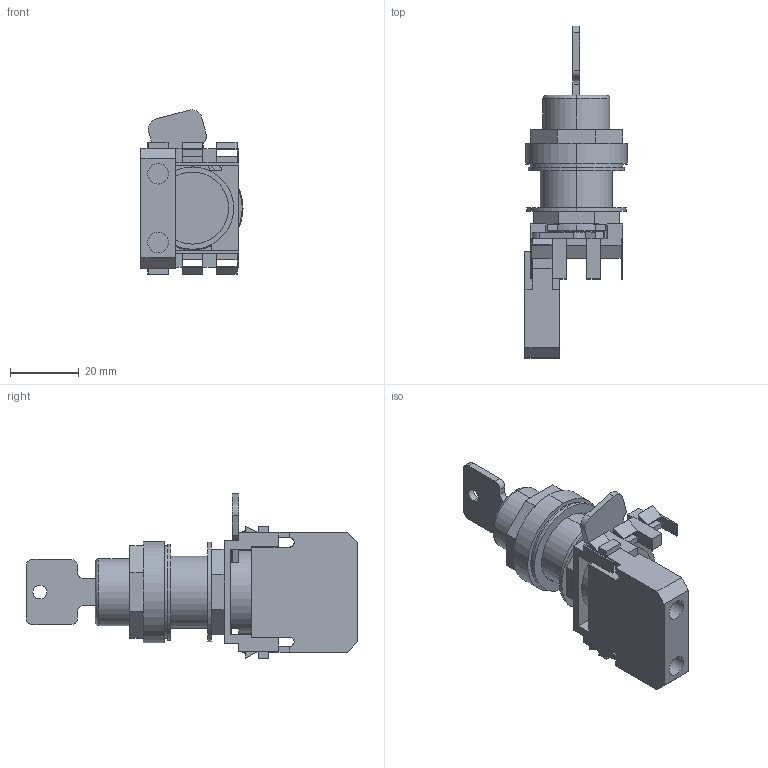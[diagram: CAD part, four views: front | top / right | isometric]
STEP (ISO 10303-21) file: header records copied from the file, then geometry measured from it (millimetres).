
FILE_DESCRIPTION (( 'STEP AP214' ), '1' );
FILE_NAME ('E22KB53A.step', '2018-07-09T20:12:36', ( '' ), ( '' ), 'SwSTEP 2.0', 'SolidWorks 2017', '' );
FILE_SCHEMA (( 'AUTOMOTIVE_DESIGN' ));
Length unit declared in the file: millimetre
Products named in the file (1): E22KB53A
Bounding box: 29.75 x 96.7 x 47.88 mm (x, y, z)
Volume: 33030.6 mm3; surface area: 17962.9 mm2
Topology: 9 solids, 9 shells, 248 faces, 681 edges, 440 vertices
Faces by surface type: plane 198, cylinder 48, torus 2
Entity records: 7931 total; most frequent: CARTESIAN_POINT 1370, ORIENTED_EDGE 1362, DIRECTION 1295, EDGE_CURVE 681, VECTOR 565, LINE 565, VERTEX_POINT 440, AXIS2_PLACEMENT_3D 365
